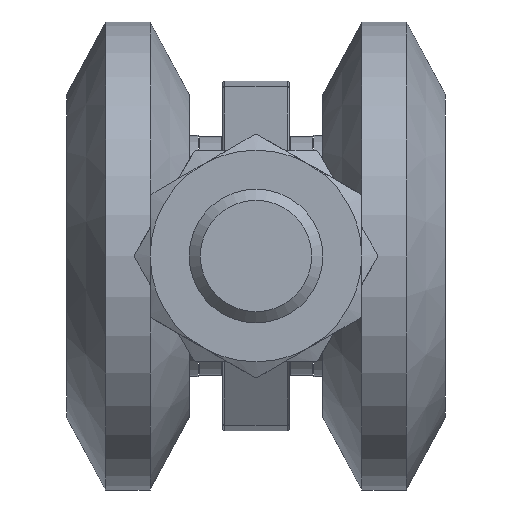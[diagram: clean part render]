
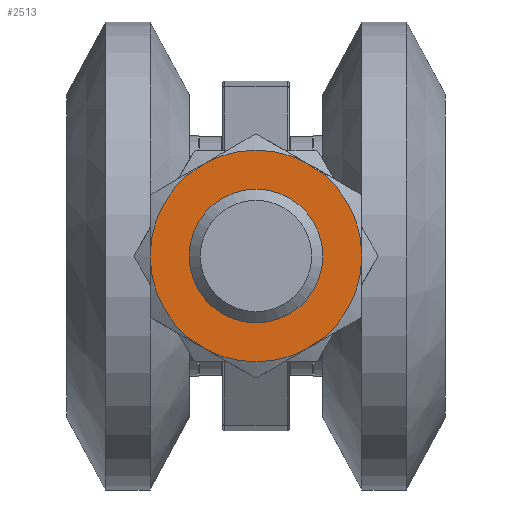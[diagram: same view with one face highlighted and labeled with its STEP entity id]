
A CAD part, front view. The second image highlights one B-rep face of the part: STEP entity #2513.
In plain terms, the highlighted planar face has unit normal (0, -1, 0).
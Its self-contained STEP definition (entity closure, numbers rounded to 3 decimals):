
#46 = CARTESIAN_POINT ( 'NONE',  ( 0., -5., 5.6 ) ) ;
#145 = AXIS2_PLACEMENT_3D ( 'NONE', #10693, #4074, #6636 ) ;
#353 = CARTESIAN_POINT ( 'NONE',  ( 0., -5., 0. ) ) ;
#414 = DIRECTION ( 'NONE',  ( 0., -1., 0. ) ) ;
#1047 = EDGE_CURVE ( 'NONE', #10147, #14744, #12302, .T. ) ;
#1272 = DIRECTION ( 'NONE',  ( 0., 1., 0. ) ) ;
#1280 = ORIENTED_EDGE ( 'NONE', *, *, #13537, .T. ) ;
#1811 = AXIS2_PLACEMENT_3D ( 'NONE', #14052, #8956, #7473 ) ;
#2131 = EDGE_LOOP ( 'NONE', ( #5976, #10867, #12215, #4399, #5136, #1280 ) ) ;
#2377 = CARTESIAN_POINT ( 'NONE',  ( 0., -5., 0. ) ) ;
#2465 = CARTESIAN_POINT ( 'NONE',  ( 0., -5., 0. ) ) ;
#2513 = ADVANCED_FACE ( 'NONE', ( #10842, #13278 ), #13286, .F. ) ;
#2552 = EDGE_LOOP ( 'NONE', ( #8078 ) ) ;
#2566 = CARTESIAN_POINT ( 'NONE',  ( 0., -5., -9.5 ) ) ;
#2586 = VERTEX_POINT ( 'NONE', #9824 ) ;
#3283 = CARTESIAN_POINT ( 'NONE',  ( 8.227, -5., 4.75 ) ) ;
#3819 = DIRECTION ( 'NONE',  ( 0., 0., 1. ) ) ;
#4023 = EDGE_CURVE ( 'NONE', #2586, #14586, #6954, .T. ) ;
#4074 = DIRECTION ( 'NONE',  ( 0., 1., 0. ) ) ;
#4399 = ORIENTED_EDGE ( 'NONE', *, *, #11067, .T. ) ;
#4536 = AXIS2_PLACEMENT_3D ( 'NONE', #353, #414, #5455 ) ;
#5136 = ORIENTED_EDGE ( 'NONE', *, *, #1047, .T. ) ;
#5141 = AXIS2_PLACEMENT_3D ( 'NONE', #2377, #11509, #12805 ) ;
#5311 = CIRCLE ( 'NONE', #4536, 9.5 ) ;
#5455 = DIRECTION ( 'NONE',  ( 0., 0., 1. ) ) ;
#5976 = ORIENTED_EDGE ( 'NONE', *, *, #7465, .T. ) ;
#5993 = CARTESIAN_POINT ( 'NONE',  ( 0., -5., 9.5 ) ) ;
#6636 = DIRECTION ( 'NONE',  ( 0., 0., 1. ) ) ;
#6663 = CARTESIAN_POINT ( 'NONE',  ( 8.227, -5., -4.75 ) ) ;
#6954 = CIRCLE ( 'NONE', #13693, 9.5 ) ;
#7465 = EDGE_CURVE ( 'NONE', #7826, #15497, #13619, .T. ) ;
#7473 = DIRECTION ( 'NONE',  ( 0., 0., 1. ) ) ;
#7770 = AXIS2_PLACEMENT_3D ( 'NONE', #2465, #1272, #16734 ) ;
#7826 = VERTEX_POINT ( 'NONE', #3283 ) ;
#7894 = CARTESIAN_POINT ( 'NONE',  ( 0., -5., 0. ) ) ;
#7905 = VERTEX_POINT ( 'NONE', #46 ) ;
#8058 = AXIS2_PLACEMENT_3D ( 'NONE', #11658, #16783, #16838 ) ;
#8078 = ORIENTED_EDGE ( 'NONE', *, *, #8621, .T. ) ;
#8484 = CARTESIAN_POINT ( 'NONE',  ( -8.227, -5., -4.75 ) ) ;
#8552 = CIRCLE ( 'NONE', #7770, 5.6 ) ;
#8621 = EDGE_CURVE ( 'NONE', #7905, #7905, #8552, .T. ) ;
#8885 = CARTESIAN_POINT ( 'NONE',  ( 0., -5., 0. ) ) ;
#8956 = DIRECTION ( 'NONE',  ( 0., -1., 0. ) ) ;
#9396 = CIRCLE ( 'NONE', #1811, 9.5 ) ;
#9824 = CARTESIAN_POINT ( 'NONE',  ( -8.227, -5., 4.75 ) ) ;
#10088 = DIRECTION ( 'NONE',  ( 0., 0., 1. ) ) ;
#10147 = VERTEX_POINT ( 'NONE', #2566 ) ;
#10693 = CARTESIAN_POINT ( 'NONE',  ( 0., -5., 0. ) ) ;
#10698 = AXIS2_PLACEMENT_3D ( 'NONE', #7894, #15631, #3819 ) ;
#10731 = EDGE_CURVE ( 'NONE', #15497, #2586, #5311, .T. ) ;
#10842 = FACE_BOUND ( 'NONE', #2552, .T. ) ;
#10867 = ORIENTED_EDGE ( 'NONE', *, *, #10731, .T. ) ;
#11067 = EDGE_CURVE ( 'NONE', #14586, #10147, #9396, .T. ) ;
#11509 = DIRECTION ( 'NONE',  ( 0., -1., 0. ) ) ;
#11658 = CARTESIAN_POINT ( 'NONE',  ( 0., -5., 0. ) ) ;
#12215 = ORIENTED_EDGE ( 'NONE', *, *, #4023, .T. ) ;
#12302 = CIRCLE ( 'NONE', #8058, 9.5 ) ;
#12805 = DIRECTION ( 'NONE',  ( 0., 0., 1. ) ) ;
#13278 = FACE_OUTER_BOUND ( 'NONE', #2131, .T. ) ;
#13286 = PLANE ( 'NONE',  #145 ) ;
#13537 = EDGE_CURVE ( 'NONE', #14744, #7826, #16515, .T. ) ;
#13619 = CIRCLE ( 'NONE', #10698, 9.5 ) ;
#13693 = AXIS2_PLACEMENT_3D ( 'NONE', #8885, #15488, #10088 ) ;
#14052 = CARTESIAN_POINT ( 'NONE',  ( 0., -5., 0. ) ) ;
#14586 = VERTEX_POINT ( 'NONE', #8484 ) ;
#14744 = VERTEX_POINT ( 'NONE', #6663 ) ;
#15488 = DIRECTION ( 'NONE',  ( 0., -1., 0. ) ) ;
#15497 = VERTEX_POINT ( 'NONE', #5993 ) ;
#15631 = DIRECTION ( 'NONE',  ( 0., -1., 0. ) ) ;
#16515 = CIRCLE ( 'NONE', #5141, 9.5 ) ;
#16734 = DIRECTION ( 'NONE',  ( 0., 0., 1. ) ) ;
#16783 = DIRECTION ( 'NONE',  ( 0., -1., 0. ) ) ;
#16838 = DIRECTION ( 'NONE',  ( 0., 0., -1. ) ) ;
